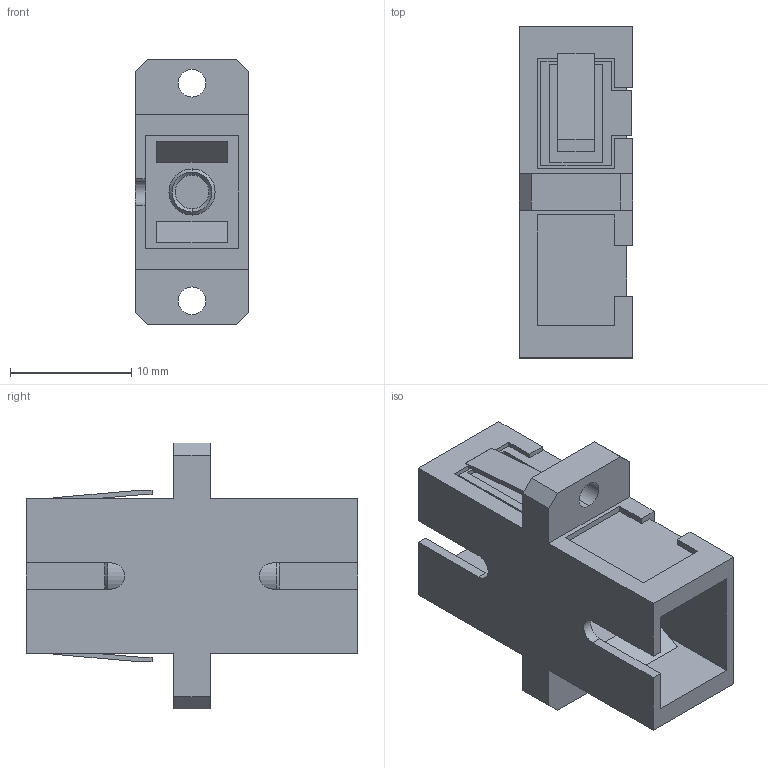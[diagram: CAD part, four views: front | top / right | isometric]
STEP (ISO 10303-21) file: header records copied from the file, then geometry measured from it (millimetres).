
FILE_DESCRIPTION (( 'STEP AP214' ), '1' );
FILE_NAME ('FOA-017.STEP', '2006-08-02T17:37:17', ( 'L-COM' ), ( 'L-COM' ), 'SwSTEP 2.0', 'SolidWorks 2006004', '' );
FILE_SCHEMA (( 'AUTOMOTIVE_DESIGN' ));
Length unit declared in the file: inch
Products named in the file (2): FOA-017
Assembly tree (1 placements, depth 2):
  FOA-017
    FOA-017
Bounding box: 9.4 x 27.41 x 21.97 mm (x, y, z)
Volume: 1736.9 mm3; surface area: 3456.7 mm2
Topology: 1 solids, 1 shells, 160 faces, 456 edges, 300 vertices
Faces by surface type: plane 138, cylinder 14, cone 8
Entity records: 5856 total; most frequent: CARTESIAN_POINT 920, ORIENTED_EDGE 912, DIRECTION 816, EDGE_CURVE 456, VECTOR 424, LINE 424, VERTEX_POINT 300, AXIS2_PLACEMENT_3D 196
